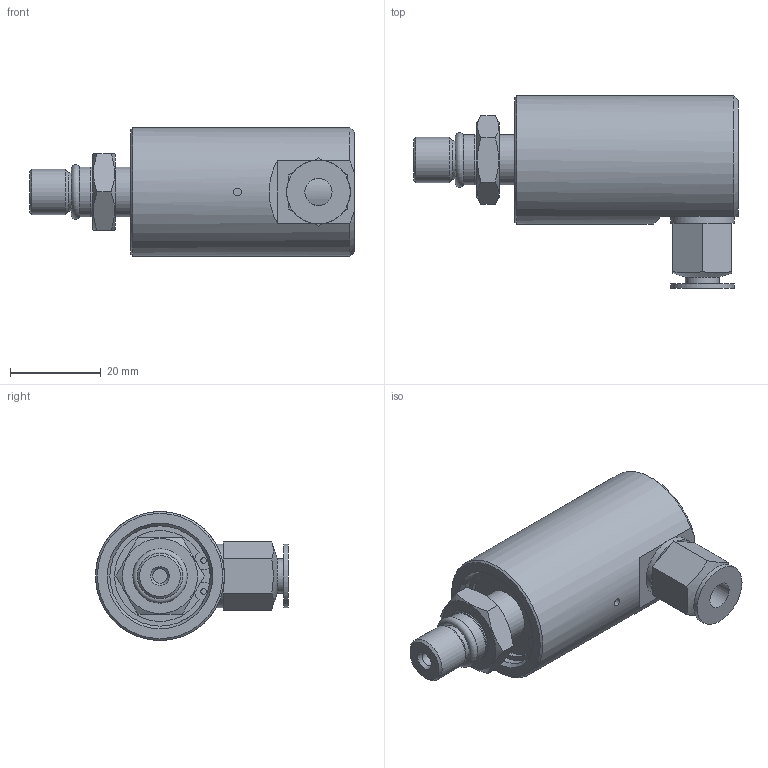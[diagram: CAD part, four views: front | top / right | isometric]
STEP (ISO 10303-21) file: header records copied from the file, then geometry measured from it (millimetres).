
FILE_DESCRIPTION(/* description */ (''),/* implementation_level */ '2;1');
FILE_NAME(/* name */ '1005-605-454-IC.stp',/* time_stamp */ '2020-05-13T14:04:21-05:00',/* author */ ('Moorera'),/* organization */ (''),/* preprocessor_version */ 'ST-DEVELOPER v18.1',/* originating_system */ 'Autodesk Inventor 2020',/* authorisation */ '');
FILE_SCHEMA (('AUTOMOTIVE_DESIGN { 1 0 10303 214 3 1 1 }'));
Length unit declared in the file: millimetre
Products named in the file (1): 1005-605-454-IC
Bounding box: 71.44 x 42.44 x 28.37 mm (x, y, z)
Volume: 33790.8 mm3; surface area: 8868.1 mm2
Topology: 2 solids, 2 shells, 852 faces, 2307 edges, 1538 vertices
Faces by surface type: plane 531, bspline 262, cylinder 44, cone 11, torus 4
Full cylindrical faces by diameter (mm): 1.25 x2, 1.7 x1, 3.2 x1, 6 x1, 7.51 x1, 8.37 x2, 10 x1, 10.8 x1, 11 x2, 14 x2, 22.07 x1, 28.37 x1
Entity records: 28609 total; most frequent: CARTESIAN_POINT 8648, ORIENTED_EDGE 4614, DIRECTION 3084, EDGE_CURVE 2307, LINE 1600, VECTOR 1600, VERTEX_POINT 1538, EDGE_LOOP 933
